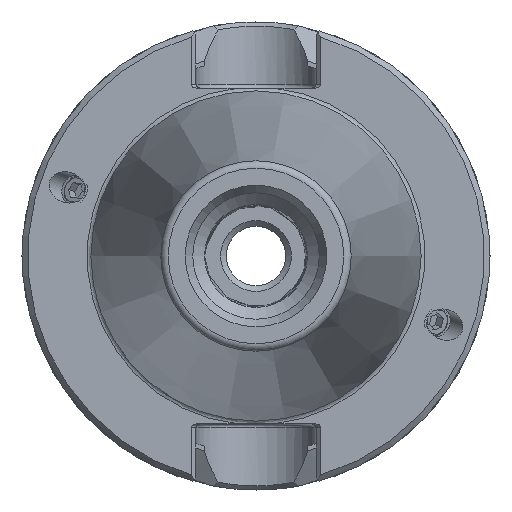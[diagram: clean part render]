
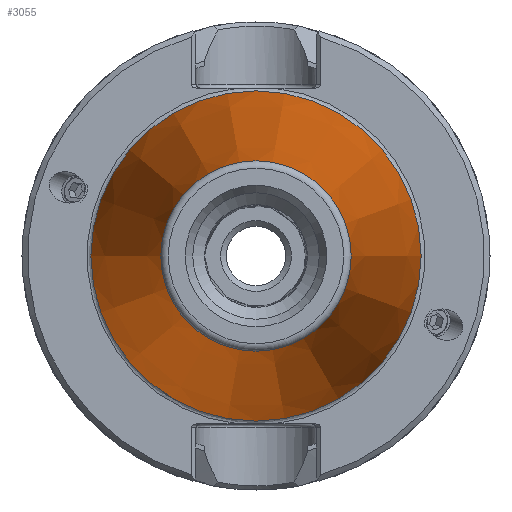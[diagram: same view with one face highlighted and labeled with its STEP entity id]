
A CAD part, left-side view. The second image highlights one B-rep face of the part: STEP entity #3055.
In plain terms, the highlighted conical face has half-angle 8.297 degrees and reference radius 17.456 mm.
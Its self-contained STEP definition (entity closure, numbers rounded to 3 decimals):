
#3012=CARTESIAN_POINT('',(-64.536,12.814,0.));
#3013=VERTEX_POINT('',#3012);
#3014=CARTESIAN_POINT('',(-64.536,0.,0.));
#3015=DIRECTION('',(-1.0,0.0,0.0));
#3016=DIRECTION('',(0.0,-1.0,0.0));
#3017=AXIS2_PLACEMENT_3D('',#3014,#3015,#3016);
#3018=CIRCLE('',#3017,12.814);
#3019=EDGE_CURVE('',#3013,#3013,#3018,.T.);
#3036=CARTESIAN_POINT('',(-32.703,0.0,0.0));
#3037=DIRECTION('',(1.0,0.0,0.0));
#3038=DIRECTION('',(0.,1.0,0.0));
#3039=AXIS2_PLACEMENT_3D('',#3036,#3037,#3038);
#3040=CONICAL_SURFACE('',#3039,17.456,8.297);
#3041=CARTESIAN_POINT('',(0.0,22.225,0.0));
#3042=VERTEX_POINT('',#3041);
#3043=CARTESIAN_POINT('',(0.0,0.0,0.0));
#3044=DIRECTION('',(1.0,0.,0.0));
#3045=DIRECTION('',(0.,1.0,0.0));
#3046=AXIS2_PLACEMENT_3D('',#3043,#3044,#3045);
#3047=CIRCLE('',#3046,22.225);
#3048=EDGE_CURVE('',#3042,#3042,#3047,.T.);
#3049=ORIENTED_EDGE('',*,*,#3048,.F.);
#3050=EDGE_LOOP('',(#3049));
#3051=FACE_OUTER_BOUND('',#3050,.T.);
#3052=ORIENTED_EDGE('',*,*,#3019,.F.);
#3053=EDGE_LOOP('',(#3052));
#3054=FACE_BOUND('',#3053,.T.);
#3055=ADVANCED_FACE('',(#3051,#3054),#3040,.T.);
